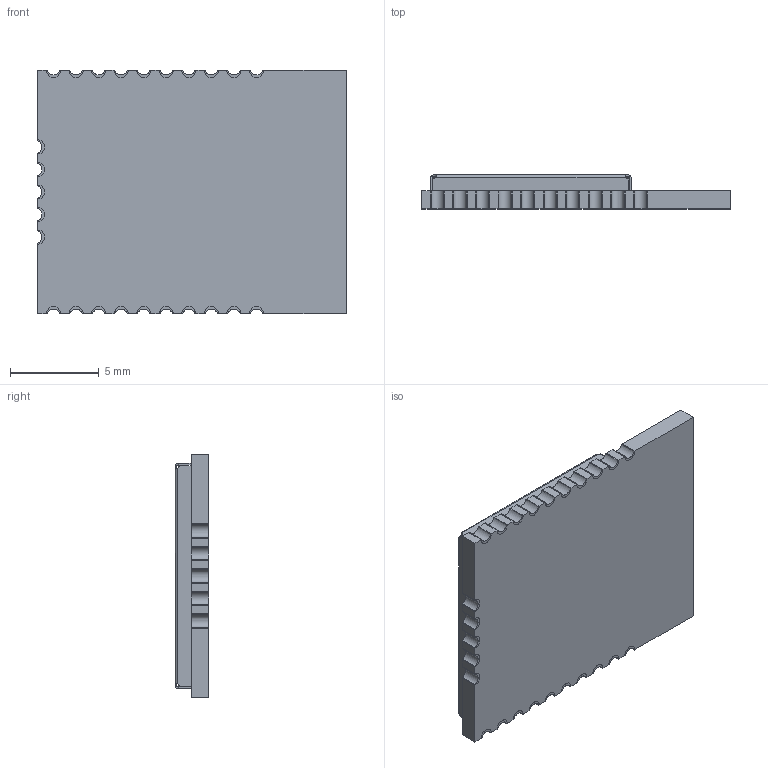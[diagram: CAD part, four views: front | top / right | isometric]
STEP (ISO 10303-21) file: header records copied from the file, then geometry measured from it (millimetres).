
FILE_DESCRIPTION (( 'STEP AP214' ), '1' );
FILE_NAME ('SKB369.STEP', '2018-02-12T09:35:08', ( '' ), ( '' ), 'SwSTEP 2.0', 'SolidWorks 2017', '' );
FILE_SCHEMA (( 'AUTOMOTIVE_DESIGN' ));
Length unit declared in the file: millimetre
Products named in the file (1): SKB369
Bounding box: 17.4 x 1.9 x 13.7 mm (x, y, z)
Volume: 253 mm3; surface area: 1007.1 mm2
Topology: 28 solids, 28 shells, 361 faces, 880 edges, 576 vertices
Faces by surface type: plane 228, cylinder 125, bspline 8
Entity records: 10941 total; most frequent: CARTESIAN_POINT 2018, DIRECTION 1790, ORIENTED_EDGE 1760, EDGE_CURVE 880, LINE 614, VECTOR 614, AXIS2_PLACEMENT_3D 588, VERTEX_POINT 576
